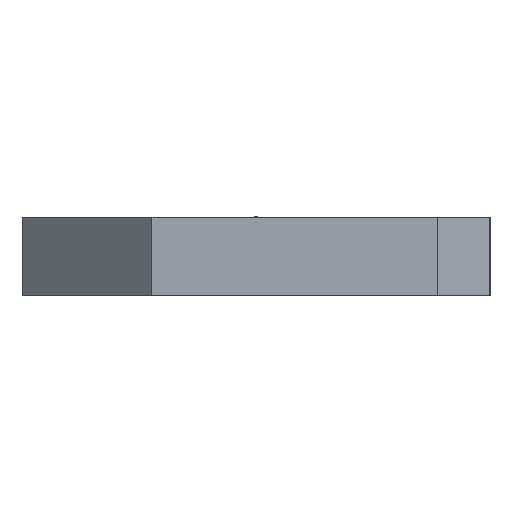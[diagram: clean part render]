
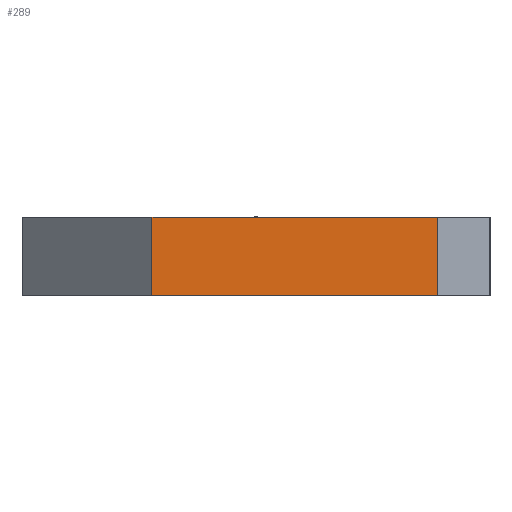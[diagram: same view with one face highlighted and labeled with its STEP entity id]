
A CAD part, left-side view. The second image highlights one B-rep face of the part: STEP entity #289.
In plain terms, the highlighted planar face has unit normal (-1, 0, 0).
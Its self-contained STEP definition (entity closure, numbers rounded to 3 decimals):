
#24=DIRECTION('',(0.,-1.,0.));
#25=VECTOR('',#24,11.);
#26=CARTESIAN_POINT('',(-42.5,4.,0.));
#27=LINE('',#26,#25);
#82=DIRECTION('',(0.,-1.,0.));
#83=VECTOR('',#82,11.);
#84=CARTESIAN_POINT('',(-42.5,4.,3.));
#85=LINE('',#84,#83);
#94=DIRECTION('',(0.,0.,-1.));
#95=VECTOR('',#94,3.);
#96=CARTESIAN_POINT('',(-42.5,4.,3.));
#97=LINE('',#96,#95);
#98=DIRECTION('',(0.,0.,-1.));
#99=VECTOR('',#98,3.);
#100=CARTESIAN_POINT('',(-42.5,-7.,3.));
#101=LINE('',#100,#99);
#119=CARTESIAN_POINT('',(-42.5,-7.,0.));
#121=VERTEX_POINT('',#119);
#122=CARTESIAN_POINT('',(-42.5,-7.,3.));
#123=VERTEX_POINT('',#122);
#126=CARTESIAN_POINT('',(-42.5,4.,0.));
#128=VERTEX_POINT('',#126);
#132=CARTESIAN_POINT('',(-42.5,4.,3.));
#133=VERTEX_POINT('',#132);
#278=CARTESIAN_POINT('',(-42.5,9.,0.));
#279=DIRECTION('',(-1.,0.,0.));
#280=DIRECTION('',(0.,-1.,0.));
#281=AXIS2_PLACEMENT_3D('',#278,#279,#280);
#282=PLANE('',#281);
#283=ORIENTED_EDGE('',*,*,#160,.F.);
#284=ORIENTED_EDGE('',*,*,#230,.T.);
#285=ORIENTED_EDGE('',*,*,#271,.T.);
#286=ORIENTED_EDGE('',*,*,#171,.F.);
#287=EDGE_LOOP('',(#283,#284,#285,#286));
#288=FACE_OUTER_BOUND('',#287,.F.);
#289=ADVANCED_FACE('',(#288),#282,.T.);
#160=EDGE_CURVE('',#133,#128,#97,.T.);
#171=EDGE_CURVE('',#128,#121,#27,.T.);
#230=EDGE_CURVE('',#133,#123,#85,.T.);
#271=EDGE_CURVE('',#123,#121,#101,.T.);
